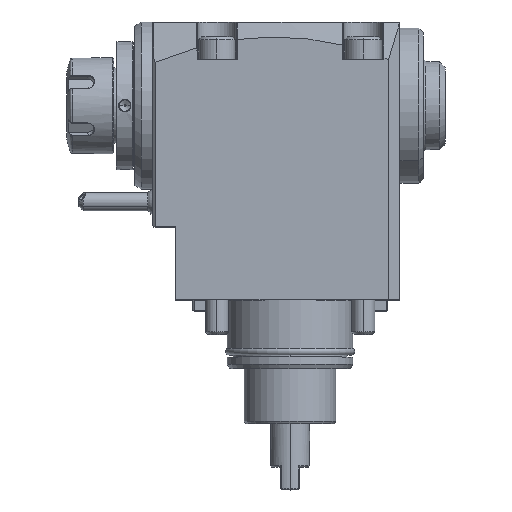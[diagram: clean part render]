
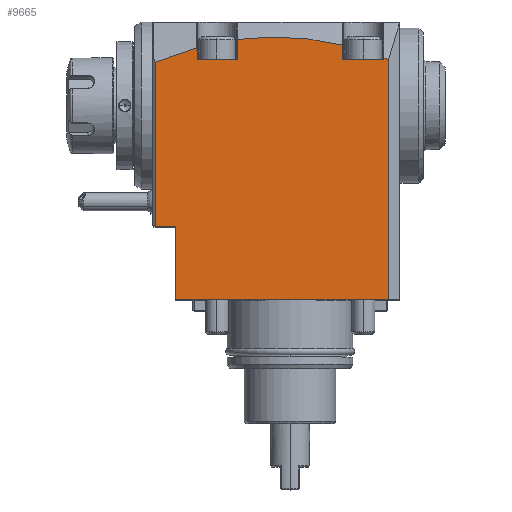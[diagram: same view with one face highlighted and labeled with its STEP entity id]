
A CAD part, top view. The second image highlights one B-rep face of the part: STEP entity #9665.
In plain terms, the highlighted planar face has unit normal (0, 0, 1).
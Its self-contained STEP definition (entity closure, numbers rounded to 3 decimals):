
#1789=DIRECTION('',(0.,1.,0.));
#1790=VECTOR('',#1789,104.954);
#1791=CARTESIAN_POINT('',(103.,0.,42.5));
#1792=LINE('',#1791,#1790);
#1806=CARTESIAN_POINT('',(103.,104.954,42.5));
#1820=DIRECTION('',(-1.,0.,0.));
#1821=VECTOR('',#1820,93.);
#1822=CARTESIAN_POINT('',(103.,0.,42.5));
#1823=LINE('',#1822,#1821);
#2327=DIRECTION('',(0.,1.,0.));
#2328=VECTOR('',#2327,32.);
#2329=CARTESIAN_POINT('',(10.,0.,42.5));
#2330=LINE('',#2329,#2328);
#2331=DIRECTION('',(1.,0.,0.));
#2332=VECTOR('',#2331,9.);
#2333=CARTESIAN_POINT('',(1.,32.,42.5));
#2334=LINE('',#2333,#2332);
#2335=DIRECTION('',(0.,1.,0.));
#2336=VECTOR('',#2335,71.4);
#2337=CARTESIAN_POINT('',(1.,32.5,42.5));
#2338=LINE('',#2337,#2336);
#2339=CARTESIAN_POINT('',(18.964,110.187,42.5));
#2340=CARTESIAN_POINT('',(12.837,108.491,42.5));
#2341=CARTESIAN_POINT('',(6.855,106.378,42.5));
#2342=CARTESIAN_POINT('',(1.,103.9,42.5));
#2344=DIRECTION('',(-0.268,0.963,0.));
#2345=VECTOR('',#2344,2.);
#2346=CARTESIAN_POINT('',(19.5,108.26,42.5));
#2347=LINE('',#2346,#2345);
#2348=DIRECTION('',(0.,-1.,0.));
#2349=VECTOR('',#2348,3.26);
#2350=CARTESIAN_POINT('',(19.5,108.26,42.5));
#2351=LINE('',#2350,#2349);
#2352=DIRECTION('',(0.,-1.,0.));
#2353=VECTOR('',#2352,8.865);
#2354=CARTESIAN_POINT('',(37.,113.865,42.5));
#2355=LINE('',#2354,#2353);
#2356=CARTESIAN_POINT('',(37.,113.865,42.5));
#2357=CARTESIAN_POINT('',(52.484,115.895,42.5));
#2358=CARTESIAN_POINT('',(67.814,115.013,42.5));
#2359=CARTESIAN_POINT('',(83.,111.373,42.5));
#2361=DIRECTION('',(0.,1.,0.));
#2362=VECTOR('',#2361,6.373);
#2363=CARTESIAN_POINT('',(83.,105.,42.5));
#2364=LINE('',#2363,#2362);
#2365=DIRECTION('',(-0.275,-0.961,0.));
#2366=VECTOR('',#2365,0.752);
#2367=CARTESIAN_POINT('',(101.05,105.723,42.5));
#2368=LINE('',#2367,#2366);
#2369=CARTESIAN_POINT('',(101.05,105.723,42.5));
#2370=CARTESIAN_POINT('',(101.702,105.471,42.5));
#2371=CARTESIAN_POINT('',(102.352,105.215,42.5));
#2372=CARTESIAN_POINT('',(103.,104.954,42.5));
#2374=DIRECTION('',(0.,1.,0.));
#2375=VECTOR('',#2374,0.5);
#2376=CARTESIAN_POINT('',(1.,32.,42.5));
#2377=LINE('',#2376,#2375);
#2398=CARTESIAN_POINT('',(1.,103.9,42.5));
#2624=DIRECTION('',(-1.,0.,0.));
#2625=VECTOR('',#2624,17.843);
#2626=CARTESIAN_POINT('',(100.843,105.,42.5));
#2627=LINE('',#2626,#2625);
#2668=CARTESIAN_POINT('',(37.,113.865,42.5));
#2686=DIRECTION('',(-1.,0.,0.));
#2687=VECTOR('',#2686,17.5);
#2688=CARTESIAN_POINT('',(37.,105.,42.5));
#2689=LINE('',#2688,#2687);
#4715=CARTESIAN_POINT('',(19.5,105.,42.5));
#4716=VERTEX_POINT('',#4715);
#4719=VERTEX_POINT('',#2398);
#4733=VERTEX_POINT('',#1806);
#4742=CARTESIAN_POINT('',(19.5,108.26,42.5));
#4743=CARTESIAN_POINT('',(18.964,110.187,42.5));
#4744=VERTEX_POINT('',#4742);
#4745=VERTEX_POINT('',#4743);
#4746=CARTESIAN_POINT('',(101.05,105.723,42.5));
#4747=VERTEX_POINT('',#4746);
#4749=VERTEX_POINT('',#2668);
#4750=CARTESIAN_POINT('',(37.,105.,42.5));
#4751=VERTEX_POINT('',#4750);
#4772=VERTEX_POINT('',#2359);
#4783=CARTESIAN_POINT('',(100.843,105.,42.5));
#4784=VERTEX_POINT('',#4783);
#4790=CARTESIAN_POINT('',(83.,105.,42.5));
#4792=VERTEX_POINT('',#4790);
#5360=CARTESIAN_POINT('',(103.,0.,42.5));
#5361=VERTEX_POINT('',#5360);
#5407=CARTESIAN_POINT('',(10.,0.,42.5));
#5409=VERTEX_POINT('',#5407);
#5410=CARTESIAN_POINT('',(1.,32.,42.5));
#5411=CARTESIAN_POINT('',(10.,32.,42.5));
#5412=VERTEX_POINT('',#5410);
#5413=VERTEX_POINT('',#5411);
#5451=CARTESIAN_POINT('',(1.,32.5,42.5));
#5453=VERTEX_POINT('',#5451);
#9630=CARTESIAN_POINT('',(0.,121.5,42.5));
#9631=DIRECTION('',(0.,0.,1.));
#9632=DIRECTION('',(0.,-1.,0.));
#9633=AXIS2_PLACEMENT_3D('',#9630,#9631,#9632);
#9634=PLANE('',#9633);
#9635=ORIENTED_EDGE('',*,*,#8788,.F.);
#9636=ORIENTED_EDGE('',*,*,#8809,.T.);
#9637=ORIENTED_EDGE('',*,*,#9623,.T.);
#9638=ORIENTED_EDGE('',*,*,#9612,.F.);
#9640=ORIENTED_EDGE('',*,*,#9639,.T.);
#9642=ORIENTED_EDGE('',*,*,#9641,.T.);
#9644=ORIENTED_EDGE('',*,*,#9643,.F.);
#9646=ORIENTED_EDGE('',*,*,#9645,.F.);
#9648=ORIENTED_EDGE('',*,*,#9647,.T.);
#9650=ORIENTED_EDGE('',*,*,#9649,.F.);
#9652=ORIENTED_EDGE('',*,*,#9651,.F.);
#9654=ORIENTED_EDGE('',*,*,#9653,.T.);
#9656=ORIENTED_EDGE('',*,*,#9655,.F.);
#9658=ORIENTED_EDGE('',*,*,#9657,.F.);
#9660=ORIENTED_EDGE('',*,*,#9659,.F.);
#9662=ORIENTED_EDGE('',*,*,#9661,.T.);
#9663=EDGE_LOOP('',(#9635,#9636,#9637,#9638,#9640,#9642,#9644,#9646,#9648,#9650,
#9652,#9654,#9656,#9658,#9660,#9662));
#9664=FACE_OUTER_BOUND('',#9663,.F.);
#2343=B_SPLINE_CURVE_WITH_KNOTS('',3,(#2339,#2340,#2341,#2342),.UNSPECIFIED.,
.F.,.F.,(4,4),(0.,1.),.UNSPECIFIED.);
#2360=B_SPLINE_CURVE_WITH_KNOTS('',3,(#2356,#2357,#2358,#2359),.UNSPECIFIED.,
.F.,.F.,(4,4),(0.,1.),.UNSPECIFIED.);
#2373=B_SPLINE_CURVE_WITH_KNOTS('',3,(#2369,#2370,#2371,#2372),.UNSPECIFIED.,
.F.,.F.,(4,4),(0.,1.),.UNSPECIFIED.);
#8788=EDGE_CURVE('',#5361,#4733,#1792,.T.);
#8809=EDGE_CURVE('',#5361,#5409,#1823,.T.);
#9612=EDGE_CURVE('',#5412,#5413,#2334,.T.);
#9623=EDGE_CURVE('',#5409,#5413,#2330,.T.);
#9639=EDGE_CURVE('',#5412,#5453,#2377,.T.);
#9641=EDGE_CURVE('',#5453,#4719,#2338,.T.);
#9643=EDGE_CURVE('',#4745,#4719,#2343,.T.);
#9645=EDGE_CURVE('',#4744,#4745,#2347,.T.);
#9647=EDGE_CURVE('',#4744,#4716,#2351,.T.);
#9649=EDGE_CURVE('',#4751,#4716,#2689,.T.);
#9651=EDGE_CURVE('',#4749,#4751,#2355,.T.);
#9653=EDGE_CURVE('',#4749,#4772,#2360,.T.);
#9655=EDGE_CURVE('',#4792,#4772,#2364,.T.);
#9657=EDGE_CURVE('',#4784,#4792,#2627,.T.);
#9659=EDGE_CURVE('',#4747,#4784,#2368,.T.);
#9661=EDGE_CURVE('',#4747,#4733,#2373,.T.);
#9665=ADVANCED_FACE('',(#9664),#9634,.T.);
